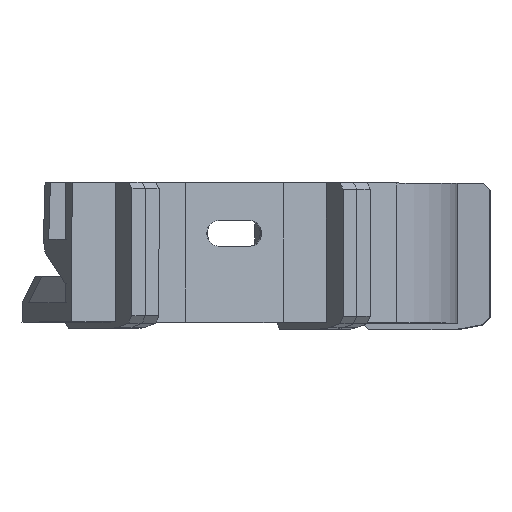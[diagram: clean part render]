
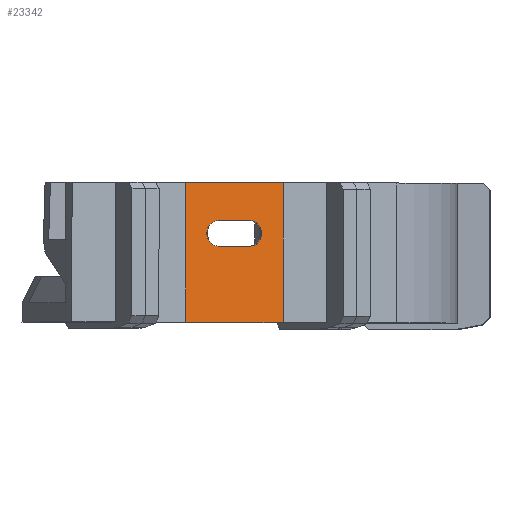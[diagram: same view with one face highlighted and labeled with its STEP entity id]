
A CAD part, left-side view. The second image highlights one B-rep face of the part: STEP entity #23342.
In plain terms, the highlighted face is planar.
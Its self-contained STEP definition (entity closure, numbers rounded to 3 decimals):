
#23066 = VERTEX_POINT('',#23067);
#23067 = CARTESIAN_POINT('',(3.,0.,16.));
#23074 = CYLINDRICAL_SURFACE('',#23075,2.);
#23075 = AXIS2_PLACEMENT_3D('',#23076,#23077,#23078);
#23076 = CARTESIAN_POINT('',(3.,24.,14.));
#23077 = DIRECTION('',(-0.,1.,0.));
#23078 = DIRECTION('',(0.,0.,-1.));
#23086 = PLANE('',#23087);
#23087 = AXIS2_PLACEMENT_3D('',#23088,#23089,#23090);
#23088 = CARTESIAN_POINT('',(3.,24.,16.));
#23089 = DIRECTION('',(0.,0.,-1.));
#23090 = DIRECTION('',(-1.,0.,-0.));
#23128 = VERTEX_POINT('',#23129);
#23129 = CARTESIAN_POINT('',(3.,0.,12.));
#23143 = PLANE('',#23144);
#23144 = AXIS2_PLACEMENT_3D('',#23145,#23146,#23147);
#23145 = CARTESIAN_POINT('',(-3.,24.,12.));
#23146 = DIRECTION('',(0.,0.,1.));
#23147 = DIRECTION('',(1.,0.,0.));
#23155 = EDGE_CURVE('',#23066,#23128,#23156,.T.);
#23156 = SURFACE_CURVE('',#23157,(#23162,#23169),.PCURVE_S1.);
#23157 = CIRCLE('',#23158,2.);
#23158 = AXIS2_PLACEMENT_3D('',#23159,#23160,#23161);
#23159 = CARTESIAN_POINT('',(3.,0.,14.));
#23160 = DIRECTION('',(0.,1.,0.));
#23161 = DIRECTION('',(0.,0.,-1.));
#23162 = PCURVE('',#23074,#23163);
#23163 = DEFINITIONAL_REPRESENTATION('',(#23164),#23168);
#23164 = LINE('',#23165,#23166);
#23165 = CARTESIAN_POINT('',(-6.283,-24.));
#23166 = VECTOR('',#23167,1.);
#23167 = DIRECTION('',(1.,-0.));
#23168 = ( GEOMETRIC_REPRESENTATION_CONTEXT(2) 
PARAMETRIC_REPRESENTATION_CONTEXT() REPRESENTATION_CONTEXT('2D SPACE',''
  ) );
#23169 = PCURVE('',#23170,#23175);
#23170 = PLANE('',#23171);
#23171 = AXIS2_PLACEMENT_3D('',#23172,#23173,#23174);
#23172 = CARTESIAN_POINT('',(0.,0.,0.));
#23173 = DIRECTION('',(0.,1.,-0.));
#23174 = DIRECTION('',(0.,0.,1.));
#23175 = DEFINITIONAL_REPRESENTATION('',(#23176),#23180);
#23176 = CIRCLE('',#23177,2.);
#23177 = AXIS2_PLACEMENT_2D('',#23178,#23179);
#23178 = CARTESIAN_POINT('',(14.,3.));
#23179 = DIRECTION('',(-1.,0.));
#23180 = ( GEOMETRIC_REPRESENTATION_CONTEXT(2) 
PARAMETRIC_REPRESENTATION_CONTEXT() REPRESENTATION_CONTEXT('2D SPACE',''
  ) );
#23188 = VERTEX_POINT('',#23189);
#23189 = CARTESIAN_POINT('',(-3.,0.,16.));
#23203 = CYLINDRICAL_SURFACE('',#23204,2.);
#23204 = AXIS2_PLACEMENT_3D('',#23205,#23206,#23207);
#23205 = CARTESIAN_POINT('',(-3.,24.,14.));
#23206 = DIRECTION('',(-0.,1.,0.));
#23207 = DIRECTION('',(0.,0.,1.));
#23242 = EDGE_CURVE('',#23066,#23188,#23243,.T.);
#23243 = SURFACE_CURVE('',#23244,(#23248,#23254),.PCURVE_S1.);
#23244 = LINE('',#23245,#23246);
#23245 = CARTESIAN_POINT('',(1.5,0.,16.));
#23246 = VECTOR('',#23247,1.);
#23247 = DIRECTION('',(-1.,0.,0.));
#23248 = PCURVE('',#23086,#23249);
#23249 = DEFINITIONAL_REPRESENTATION('',(#23250),#23253);
#23250 = B_SPLINE_CURVE_WITH_KNOTS('',1,(#23251,#23252),.UNSPECIFIED.,
  .F.,.F.,(2,2),(-1.5,4.5),.PIECEWISE_BEZIER_KNOTS.);
#23251 = CARTESIAN_POINT('',(0.,-24.));
#23252 = CARTESIAN_POINT('',(6.,-24.));
#23253 = ( GEOMETRIC_REPRESENTATION_CONTEXT(2) 
PARAMETRIC_REPRESENTATION_CONTEXT() REPRESENTATION_CONTEXT('2D SPACE',''
  ) );
#23254 = PCURVE('',#23170,#23255);
#23255 = DEFINITIONAL_REPRESENTATION('',(#23256),#23259);
#23256 = B_SPLINE_CURVE_WITH_KNOTS('',1,(#23257,#23258),.UNSPECIFIED.,
  .F.,.F.,(2,2),(-1.5,4.5),.PIECEWISE_BEZIER_KNOTS.);
#23257 = CARTESIAN_POINT('',(16.,3.));
#23258 = CARTESIAN_POINT('',(16.,-3.));
#23259 = ( GEOMETRIC_REPRESENTATION_CONTEXT(2) 
PARAMETRIC_REPRESENTATION_CONTEXT() REPRESENTATION_CONTEXT('2D SPACE',''
  ) );
#23342 = ADVANCED_FACE('',(#23343,#23457),#23170,.F.);
#23343 = FACE_BOUND('',#23344,.F.);
#23344 = EDGE_LOOP('',(#23345,#23375,#23403,#23431));
#23345 = ORIENTED_EDGE('',*,*,#23346,.F.);
#23346 = EDGE_CURVE('',#23347,#23349,#23351,.T.);
#23347 = VERTEX_POINT('',#23348);
#23348 = CARTESIAN_POINT('',(-9.,0.,0.));
#23349 = VERTEX_POINT('',#23350);
#23350 = CARTESIAN_POINT('',(9.,0.,0.));
#23351 = SURFACE_CURVE('',#23352,(#23356,#23363),.PCURVE_S1.);
#23352 = LINE('',#23353,#23354);
#23353 = CARTESIAN_POINT('',(-9.,0.,0.));
#23354 = VECTOR('',#23355,1.);
#23355 = DIRECTION('',(1.,0.,0.));
#23356 = PCURVE('',#23170,#23357);
#23357 = DEFINITIONAL_REPRESENTATION('',(#23358),#23362);
#23358 = LINE('',#23359,#23360);
#23359 = CARTESIAN_POINT('',(0.,-9.));
#23360 = VECTOR('',#23361,1.);
#23361 = DIRECTION('',(0.,1.));
#23362 = ( GEOMETRIC_REPRESENTATION_CONTEXT(2) 
PARAMETRIC_REPRESENTATION_CONTEXT() REPRESENTATION_CONTEXT('2D SPACE',''
  ) );
#23363 = PCURVE('',#23364,#23369);
#23364 = PLANE('',#23365);
#23365 = AXIS2_PLACEMENT_3D('',#23366,#23367,#23368);
#23366 = CARTESIAN_POINT('',(0.,15.,0.));
#23367 = DIRECTION('',(0.,0.,1.));
#23368 = DIRECTION('',(0.,-1.,0.));
#23369 = DEFINITIONAL_REPRESENTATION('',(#23370),#23374);
#23370 = LINE('',#23371,#23372);
#23371 = CARTESIAN_POINT('',(15.,-9.));
#23372 = VECTOR('',#23373,1.);
#23373 = DIRECTION('',(0.,1.));
#23374 = ( GEOMETRIC_REPRESENTATION_CONTEXT(2) 
PARAMETRIC_REPRESENTATION_CONTEXT() REPRESENTATION_CONTEXT('2D SPACE',''
  ) );
#23375 = ORIENTED_EDGE('',*,*,#23376,.T.);
#23376 = EDGE_CURVE('',#23347,#23377,#23379,.T.);
#23377 = VERTEX_POINT('',#23378);
#23378 = CARTESIAN_POINT('',(-9.,0.,22.));
#23379 = SURFACE_CURVE('',#23380,(#23384,#23391),.PCURVE_S1.);
#23380 = LINE('',#23381,#23382);
#23381 = CARTESIAN_POINT('',(-9.,0.,0.));
#23382 = VECTOR('',#23383,1.);
#23383 = DIRECTION('',(0.,0.,1.));
#23384 = PCURVE('',#23170,#23385);
#23385 = DEFINITIONAL_REPRESENTATION('',(#23386),#23390);
#23386 = LINE('',#23387,#23388);
#23387 = CARTESIAN_POINT('',(0.,-9.));
#23388 = VECTOR('',#23389,1.);
#23389 = DIRECTION('',(1.,0.));
#23390 = ( GEOMETRIC_REPRESENTATION_CONTEXT(2) 
PARAMETRIC_REPRESENTATION_CONTEXT() REPRESENTATION_CONTEXT('2D SPACE',''
  ) );
#23391 = PCURVE('',#23392,#23397);
#23392 = PLANE('',#23393);
#23393 = AXIS2_PLACEMENT_3D('',#23394,#23395,#23396);
#23394 = CARTESIAN_POINT('',(-9.,4.162,7.662));
#23395 = DIRECTION('',(-1.,0.,0.));
#23396 = DIRECTION('',(0.,0.,1.));
#23397 = DEFINITIONAL_REPRESENTATION('',(#23398),#23402);
#23398 = LINE('',#23399,#23400);
#23399 = CARTESIAN_POINT('',(-7.662,-4.162));
#23400 = VECTOR('',#23401,1.);
#23401 = DIRECTION('',(1.,0.));
#23402 = ( GEOMETRIC_REPRESENTATION_CONTEXT(2) 
PARAMETRIC_REPRESENTATION_CONTEXT() REPRESENTATION_CONTEXT('2D SPACE',''
  ) );
#23403 = ORIENTED_EDGE('',*,*,#23404,.F.);
#23404 = EDGE_CURVE('',#23405,#23377,#23407,.T.);
#23405 = VERTEX_POINT('',#23406);
#23406 = CARTESIAN_POINT('',(9.,0.,22.));
#23407 = SURFACE_CURVE('',#23408,(#23412,#23419),.PCURVE_S1.);
#23408 = LINE('',#23409,#23410);
#23409 = CARTESIAN_POINT('',(9.,0.,22.));
#23410 = VECTOR('',#23411,1.);
#23411 = DIRECTION('',(-1.,0.,0.));
#23412 = PCURVE('',#23170,#23413);
#23413 = DEFINITIONAL_REPRESENTATION('',(#23414),#23418);
#23414 = LINE('',#23415,#23416);
#23415 = CARTESIAN_POINT('',(22.,9.));
#23416 = VECTOR('',#23417,1.);
#23417 = DIRECTION('',(0.,-1.));
#23418 = ( GEOMETRIC_REPRESENTATION_CONTEXT(2) 
PARAMETRIC_REPRESENTATION_CONTEXT() REPRESENTATION_CONTEXT('2D SPACE',''
  ) );
#23419 = PCURVE('',#23420,#23425);
#23420 = PLANE('',#23421);
#23421 = AXIS2_PLACEMENT_3D('',#23422,#23423,#23424);
#23422 = CARTESIAN_POINT('',(0.,0.,22.));
#23423 = DIRECTION('',(0.,0.,-1.));
#23424 = DIRECTION('',(0.,1.,0.));
#23425 = DEFINITIONAL_REPRESENTATION('',(#23426),#23430);
#23426 = LINE('',#23427,#23428);
#23427 = CARTESIAN_POINT('',(0.,9.));
#23428 = VECTOR('',#23429,1.);
#23429 = DIRECTION('',(0.,-1.));
#23430 = ( GEOMETRIC_REPRESENTATION_CONTEXT(2) 
PARAMETRIC_REPRESENTATION_CONTEXT() REPRESENTATION_CONTEXT('2D SPACE',''
  ) );
#23431 = ORIENTED_EDGE('',*,*,#23432,.F.);
#23432 = EDGE_CURVE('',#23349,#23405,#23433,.T.);
#23433 = SURFACE_CURVE('',#23434,(#23438,#23445),.PCURVE_S1.);
#23434 = LINE('',#23435,#23436);
#23435 = CARTESIAN_POINT('',(9.,0.,0.));
#23436 = VECTOR('',#23437,1.);
#23437 = DIRECTION('',(0.,0.,1.));
#23438 = PCURVE('',#23170,#23439);
#23439 = DEFINITIONAL_REPRESENTATION('',(#23440),#23444);
#23440 = LINE('',#23441,#23442);
#23441 = CARTESIAN_POINT('',(0.,9.));
#23442 = VECTOR('',#23443,1.);
#23443 = DIRECTION('',(1.,0.));
#23444 = ( GEOMETRIC_REPRESENTATION_CONTEXT(2) 
PARAMETRIC_REPRESENTATION_CONTEXT() REPRESENTATION_CONTEXT('2D SPACE',''
  ) );
#23445 = PCURVE('',#23446,#23451);
#23446 = PLANE('',#23447);
#23447 = AXIS2_PLACEMENT_3D('',#23448,#23449,#23450);
#23448 = CARTESIAN_POINT('',(9.,4.162,7.662));
#23449 = DIRECTION('',(-1.,0.,0.));
#23450 = DIRECTION('',(0.,0.,1.));
#23451 = DEFINITIONAL_REPRESENTATION('',(#23452),#23456);
#23452 = LINE('',#23453,#23454);
#23453 = CARTESIAN_POINT('',(-7.662,-4.162));
#23454 = VECTOR('',#23455,1.);
#23455 = DIRECTION('',(1.,0.));
#23456 = ( GEOMETRIC_REPRESENTATION_CONTEXT(2) 
PARAMETRIC_REPRESENTATION_CONTEXT() REPRESENTATION_CONTEXT('2D SPACE',''
  ) );
#23457 = FACE_BOUND('',#23458,.F.);
#23458 = EDGE_LOOP('',(#23459,#23460,#23461,#23485));
#23459 = ORIENTED_EDGE('',*,*,#23155,.F.);
#23460 = ORIENTED_EDGE('',*,*,#23242,.T.);
#23461 = ORIENTED_EDGE('',*,*,#23462,.F.);
#23462 = EDGE_CURVE('',#23463,#23188,#23465,.T.);
#23463 = VERTEX_POINT('',#23464);
#23464 = CARTESIAN_POINT('',(-3.,0.,12.));
#23465 = SURFACE_CURVE('',#23466,(#23471,#23478),.PCURVE_S1.);
#23466 = CIRCLE('',#23467,2.);
#23467 = AXIS2_PLACEMENT_3D('',#23468,#23469,#23470);
#23468 = CARTESIAN_POINT('',(-3.,0.,14.));
#23469 = DIRECTION('',(-0.,1.,0.));
#23470 = DIRECTION('',(0.,0.,1.));
#23471 = PCURVE('',#23170,#23472);
#23472 = DEFINITIONAL_REPRESENTATION('',(#23473),#23477);
#23473 = CIRCLE('',#23474,2.);
#23474 = AXIS2_PLACEMENT_2D('',#23475,#23476);
#23475 = CARTESIAN_POINT('',(14.,-3.));
#23476 = DIRECTION('',(1.,0.));
#23477 = ( GEOMETRIC_REPRESENTATION_CONTEXT(2) 
PARAMETRIC_REPRESENTATION_CONTEXT() REPRESENTATION_CONTEXT('2D SPACE',''
  ) );
#23478 = PCURVE('',#23203,#23479);
#23479 = DEFINITIONAL_REPRESENTATION('',(#23480),#23484);
#23480 = LINE('',#23481,#23482);
#23481 = CARTESIAN_POINT('',(-6.283,-24.));
#23482 = VECTOR('',#23483,1.);
#23483 = DIRECTION('',(1.,-0.));
#23484 = ( GEOMETRIC_REPRESENTATION_CONTEXT(2) 
PARAMETRIC_REPRESENTATION_CONTEXT() REPRESENTATION_CONTEXT('2D SPACE',''
  ) );
#23485 = ORIENTED_EDGE('',*,*,#23486,.T.);
#23486 = EDGE_CURVE('',#23463,#23128,#23487,.T.);
#23487 = SURFACE_CURVE('',#23488,(#23492,#23498),.PCURVE_S1.);
#23488 = LINE('',#23489,#23490);
#23489 = CARTESIAN_POINT('',(-1.5,0.,12.));
#23490 = VECTOR('',#23491,1.);
#23491 = DIRECTION('',(1.,-0.,0.));
#23492 = PCURVE('',#23170,#23493);
#23493 = DEFINITIONAL_REPRESENTATION('',(#23494),#23497);
#23494 = B_SPLINE_CURVE_WITH_KNOTS('',1,(#23495,#23496),.UNSPECIFIED.,
  .F.,.F.,(2,2),(-1.5,4.5),.PIECEWISE_BEZIER_KNOTS.);
#23495 = CARTESIAN_POINT('',(12.,-3.));
#23496 = CARTESIAN_POINT('',(12.,3.));
#23497 = ( GEOMETRIC_REPRESENTATION_CONTEXT(2) 
PARAMETRIC_REPRESENTATION_CONTEXT() REPRESENTATION_CONTEXT('2D SPACE',''
  ) );
#23498 = PCURVE('',#23143,#23499);
#23499 = DEFINITIONAL_REPRESENTATION('',(#23500),#23503);
#23500 = B_SPLINE_CURVE_WITH_KNOTS('',1,(#23501,#23502),.UNSPECIFIED.,
  .F.,.F.,(2,2),(-1.5,4.5),.PIECEWISE_BEZIER_KNOTS.);
#23501 = CARTESIAN_POINT('',(0.,-24.));
#23502 = CARTESIAN_POINT('',(6.,-24.));
#23503 = ( GEOMETRIC_REPRESENTATION_CONTEXT(2) 
PARAMETRIC_REPRESENTATION_CONTEXT() REPRESENTATION_CONTEXT('2D SPACE',''
  ) );
